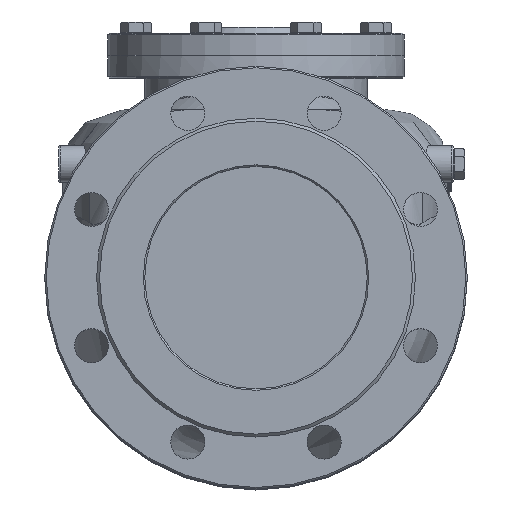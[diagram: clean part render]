
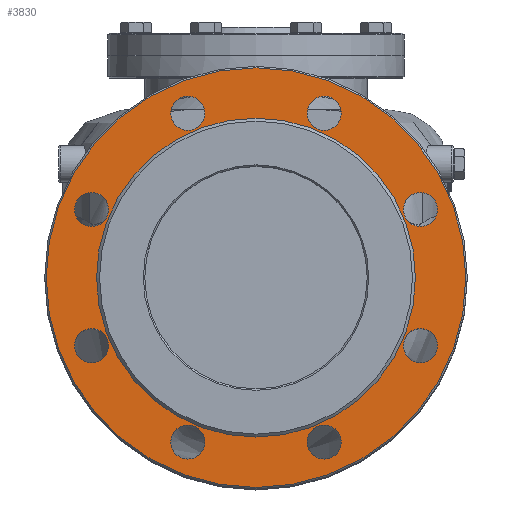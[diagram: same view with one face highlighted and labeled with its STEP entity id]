
A CAD part, top view. The second image highlights one B-rep face of the part: STEP entity #3830.
In plain terms, the highlighted planar face has unit normal (0, 0, 1).
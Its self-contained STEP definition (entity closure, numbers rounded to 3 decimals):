
#204=FACE_BOUND('',#1290,.T.);
#205=FACE_BOUND('',#1291,.T.);
#206=FACE_BOUND('',#1292,.T.);
#207=FACE_BOUND('',#1293,.T.);
#208=FACE_BOUND('',#1294,.T.);
#209=FACE_BOUND('',#1295,.T.);
#210=FACE_BOUND('',#1296,.T.);
#211=FACE_BOUND('',#1297,.T.);
#212=FACE_BOUND('',#1298,.T.);
#347=CIRCLE('',#4147,141.5);
#348=CIRCLE('',#4149,107.5);
#349=CIRCLE('',#4150,11.5);
#350=CIRCLE('',#4151,11.5);
#351=CIRCLE('',#4152,11.5);
#352=CIRCLE('',#4153,11.5);
#353=CIRCLE('',#4154,11.5);
#354=CIRCLE('',#4155,11.5);
#355=CIRCLE('',#4156,11.5);
#356=CIRCLE('',#4157,11.5);
#824=PLANE('',#4148);
#1011=FACE_OUTER_BOUND('',#1289,.T.);
#1289=EDGE_LOOP('',(#3320));
#1290=EDGE_LOOP('',(#3321));
#1291=EDGE_LOOP('',(#3322));
#1292=EDGE_LOOP('',(#3323));
#1293=EDGE_LOOP('',(#3324));
#1294=EDGE_LOOP('',(#3325));
#1295=EDGE_LOOP('',(#3326));
#1296=EDGE_LOOP('',(#3327));
#1297=EDGE_LOOP('',(#3328));
#1298=EDGE_LOOP('',(#3329));
#1846=VERTEX_POINT('',#10986);
#1847=VERTEX_POINT('',#10990);
#1848=VERTEX_POINT('',#10992);
#1849=VERTEX_POINT('',#10994);
#1850=VERTEX_POINT('',#10996);
#1851=VERTEX_POINT('',#10998);
#1852=VERTEX_POINT('',#11000);
#1853=VERTEX_POINT('',#11002);
#1854=VERTEX_POINT('',#11004);
#1855=VERTEX_POINT('',#11006);
#2344=EDGE_CURVE('',#1846,#1846,#347,.T.);
#2345=EDGE_CURVE('',#1847,#1847,#348,.T.);
#2346=EDGE_CURVE('',#1848,#1848,#349,.T.);
#2347=EDGE_CURVE('',#1849,#1849,#350,.T.);
#2348=EDGE_CURVE('',#1850,#1850,#351,.T.);
#2349=EDGE_CURVE('',#1851,#1851,#352,.T.);
#2350=EDGE_CURVE('',#1852,#1852,#353,.T.);
#2351=EDGE_CURVE('',#1853,#1853,#354,.T.);
#2352=EDGE_CURVE('',#1854,#1854,#355,.T.);
#2353=EDGE_CURVE('',#1855,#1855,#356,.T.);
#3320=ORIENTED_EDGE('',*,*,#2344,.F.);
#3321=ORIENTED_EDGE('',*,*,#2345,.F.);
#3322=ORIENTED_EDGE('',*,*,#2346,.F.);
#3323=ORIENTED_EDGE('',*,*,#2347,.F.);
#3324=ORIENTED_EDGE('',*,*,#2348,.F.);
#3325=ORIENTED_EDGE('',*,*,#2349,.F.);
#3326=ORIENTED_EDGE('',*,*,#2350,.F.);
#3327=ORIENTED_EDGE('',*,*,#2351,.F.);
#3328=ORIENTED_EDGE('',*,*,#2352,.F.);
#3329=ORIENTED_EDGE('',*,*,#2353,.F.);
#3830=ADVANCED_FACE('',(#1011,#204,#205,#206,#207,#208,#209,#210,#211,#212),
#824,.F.);
#4147=AXIS2_PLACEMENT_3D('',#10988,#4828,#4829);
#4148=AXIS2_PLACEMENT_3D('',#10989,#4830,#4831);
#4149=AXIS2_PLACEMENT_3D('',#10991,#4832,#4833);
#4150=AXIS2_PLACEMENT_3D('',#10993,#4834,#4835);
#4151=AXIS2_PLACEMENT_3D('',#10995,#4836,#4837);
#4152=AXIS2_PLACEMENT_3D('',#10997,#4838,#4839);
#4153=AXIS2_PLACEMENT_3D('',#10999,#4840,#4841);
#4154=AXIS2_PLACEMENT_3D('',#11001,#4842,#4843);
#4155=AXIS2_PLACEMENT_3D('',#11003,#4844,#4845);
#4156=AXIS2_PLACEMENT_3D('',#11005,#4846,#4847);
#4157=AXIS2_PLACEMENT_3D('',#11007,#4848,#4849);
#4828=DIRECTION('center_axis',(0.,0.,-1.));
#4829=DIRECTION('ref_axis',(1.,0.,0.));
#4830=DIRECTION('center_axis',(0.,0.,-1.));
#4831=DIRECTION('ref_axis',(-1.,0.,0.));
#4832=DIRECTION('center_axis',(0.,0.,1.));
#4833=DIRECTION('ref_axis',(-1.,0.,0.));
#4834=DIRECTION('center_axis',(0.,0.,1.));
#4835=DIRECTION('ref_axis',(1.,0.,0.));
#4836=DIRECTION('center_axis',(0.,0.,1.));
#4837=DIRECTION('ref_axis',(1.,0.,0.));
#4838=DIRECTION('center_axis',(0.,0.,1.));
#4839=DIRECTION('ref_axis',(1.,0.,0.));
#4840=DIRECTION('center_axis',(0.,0.,1.));
#4841=DIRECTION('ref_axis',(1.,0.,0.));
#4842=DIRECTION('center_axis',(0.,0.,1.));
#4843=DIRECTION('ref_axis',(1.,0.,0.));
#4844=DIRECTION('center_axis',(0.,0.,1.));
#4845=DIRECTION('ref_axis',(1.,0.,0.));
#4846=DIRECTION('center_axis',(0.,0.,1.));
#4847=DIRECTION('ref_axis',(1.,0.,0.));
#4848=DIRECTION('center_axis',(0.,0.,1.));
#4849=DIRECTION('ref_axis',(1.,0.,0.));
#10986=CARTESIAN_POINT('',(-141.5,0.,0.));
#10988=CARTESIAN_POINT('Origin',(0.,0.,0.));
#10989=CARTESIAN_POINT('Origin',(0.,0.,0.));
#10990=CARTESIAN_POINT('',(107.5,0.,0.));
#10991=CARTESIAN_POINT('Origin',(0.,0.,0.));
#10992=CARTESIAN_POINT('',(-57.422,-110.866,0.));
#10993=CARTESIAN_POINT('Origin',(-45.922,-110.866,0.));
#10994=CARTESIAN_POINT('',(34.422,-110.866,0.));
#10995=CARTESIAN_POINT('Origin',(45.922,-110.866,0.));
#10996=CARTESIAN_POINT('',(99.366,-45.922,0.));
#10997=CARTESIAN_POINT('Origin',(110.866,-45.922,0.));
#10998=CARTESIAN_POINT('',(99.366,45.922,0.));
#10999=CARTESIAN_POINT('Origin',(110.866,45.922,0.));
#11000=CARTESIAN_POINT('',(34.422,110.866,0.));
#11001=CARTESIAN_POINT('Origin',(45.922,110.866,0.));
#11002=CARTESIAN_POINT('',(-57.422,110.866,0.));
#11003=CARTESIAN_POINT('Origin',(-45.922,110.866,0.));
#11004=CARTESIAN_POINT('',(-122.366,45.922,0.));
#11005=CARTESIAN_POINT('Origin',(-110.866,45.922,0.));
#11006=CARTESIAN_POINT('',(-122.366,-45.922,0.));
#11007=CARTESIAN_POINT('Origin',(-110.866,-45.922,0.));
